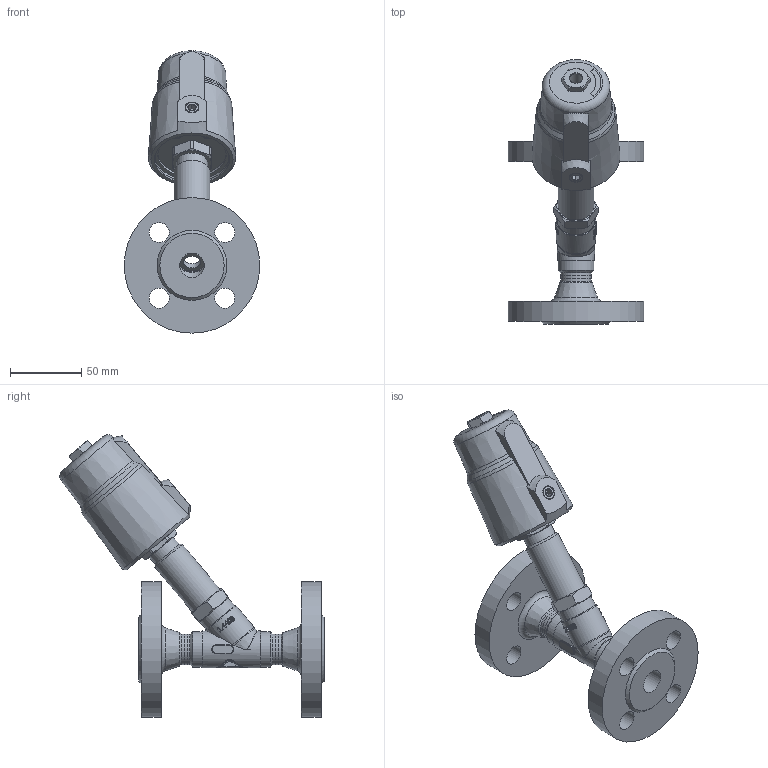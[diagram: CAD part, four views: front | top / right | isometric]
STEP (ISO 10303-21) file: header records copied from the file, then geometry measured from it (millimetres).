
FILE_DESCRIPTION(/* description */ (''),/* implementation_level */ '2;1');
FILE_NAME(/* name */ '063.005272_A6323-0804-8505-FL.stp',/* time_stamp */ '2017-10-04T13:44:00+02:00',/* author */ ('EFast'),/* organization */ (''),/* preprocessor_version */ 'ST-DEVELOPER v16.1',/* originating_system */ 'Autodesk Inventor 2016',/* authorisation */ '');
FILE_SCHEMA (('AUTOMOTIVE_DESIGN { 1 0 10303 214 3 1 1 }'));
Products named in the file (1): Bauteil2
Bounding box: 95 x 185.15 x 197.77 mm (x, y, z)
Volume: 317877.2 mm3; surface area: 104397.6 mm2
Topology: 1 solids, 5 shells, 545 faces, 1329 edges, 846 vertices
Faces by surface type: plane 189, cylinder 131, bspline 119, cone 83, torus 23
Full cylindrical faces by diameter (mm): 2.5 x3, 3 x1, 8.566 x2, 9 x1, 10 x1, 12.5 x1, 13 x1, 14 x8, 16 x2, 16.3 x1, 17.1 x2, 17.3 x2, 18.2 x1, 18.631 x1, 20 x3, 21 x1, 21.2 x1, 21.299 x2, 21.3 x4, 22 x3, 22.5 x1, 24.2 x1, 25 x3, 26 x2, 42 x1, 50 x1, 51 x1, 51.6 x1, 51.7 x3, 55 x1
Entity records: 41688 total; most frequent: CARTESIAN_POINT 29985, ORIENTED_EDGE 2350, DIRECTION 1945, EDGE_CURVE 1175, VERTEX_POINT 809, AXIS2_PLACEMENT_3D 795, EDGE_LOOP 742, STYLED_ITEM 545
